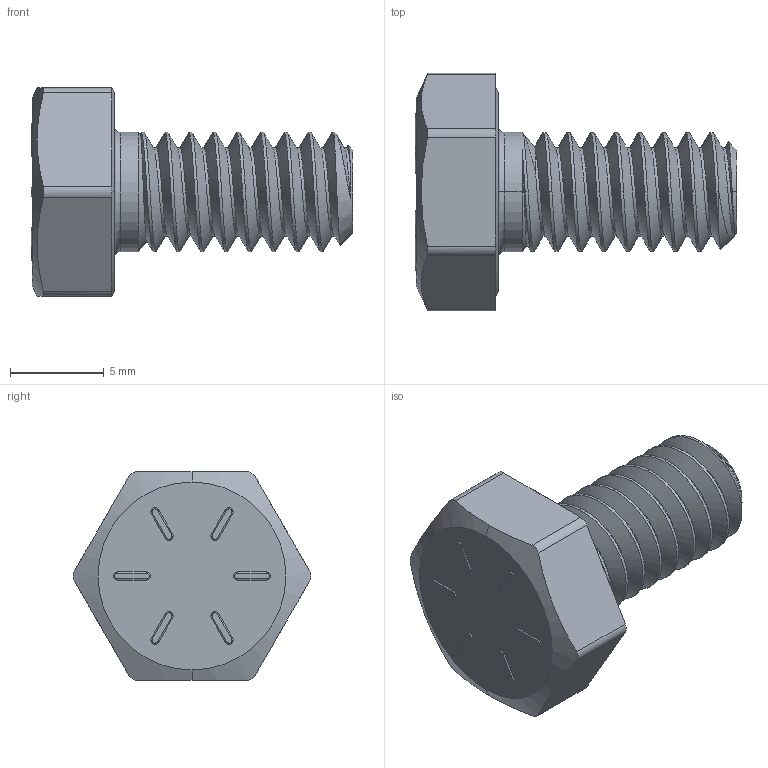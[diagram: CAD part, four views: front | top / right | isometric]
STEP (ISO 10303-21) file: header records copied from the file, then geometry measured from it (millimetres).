
FILE_DESCRIPTION (( 'STEP AP203' ), '1' );
FILE_NAME ('92620A537_Zinc Yellow-Chromate Plated Hex Head Screw.STEP', '2022-11-30T18:01:55', ( 'Administrator' ), ( 'Managed by Terraform' ), 'SwSTEP 2.0', 'SolidWorks 2017', '' );
FILE_SCHEMA (( 'CONFIG_CONTROL_DESIGN' ));
Length unit declared in the file: inch
Products named in the file (1): 92620A537_Zinc Yellow-Chromate Plated Hex Head Screw
Bounding box: 17.13 x 12.66 x 11.11 mm (x, y, z)
Volume: 775.1 mm3; surface area: 714.4 mm2
Topology: 1 solids, 1 shells, 84 faces, 214 edges, 139 vertices
Faces by surface type: cylinder 37, plane 21, torus 14, cone 9, bspline 3
Entity records: 4293 total; most frequent: CARTESIAN_POINT 2275, ORIENTED_EDGE 428, DIRECTION 395, EDGE_CURVE 214, AXIS2_PLACEMENT_3D 160, VERTEX_POINT 139, EDGE_LOOP 91, FACE_OUTER_BOUND 84
